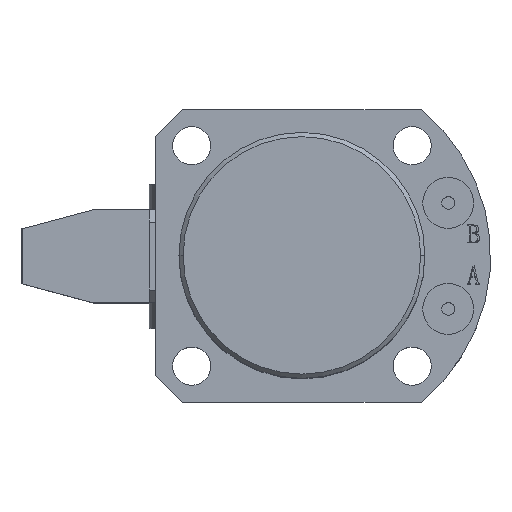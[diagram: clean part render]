
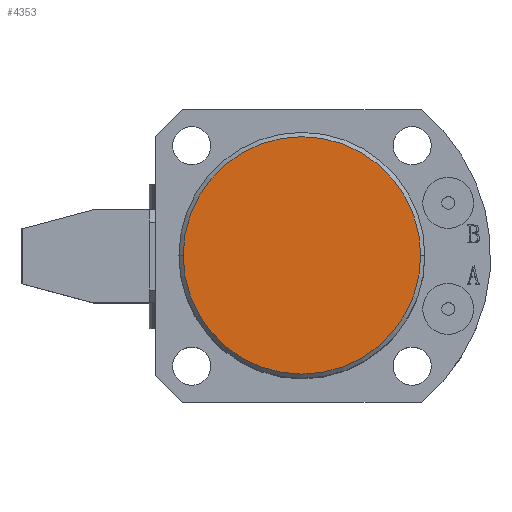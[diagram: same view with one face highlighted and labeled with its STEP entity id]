
A CAD part, top view. The second image highlights one B-rep face of the part: STEP entity #4353.
In plain terms, the highlighted planar face has unit normal (0, 0, 1).
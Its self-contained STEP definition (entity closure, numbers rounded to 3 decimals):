
#2377 = EDGE_LOOP ( 'NONE', ( #7162, #7053 ) ) ;
#2881 = FACE_OUTER_BOUND ( 'NONE', #2377, .T. ) ;
#2928 = CIRCLE ( 'NONE', #4501, 28. ) ;
#3073 = CIRCLE ( 'NONE', #4478, 28. ) ;
#3243 = CARTESIAN_POINT ( 'NONE',  ( 0., 0., 90. ) ) ;
#3248 = PLANE ( 'NONE',  #4459 ) ;
#3251 = DIRECTION ( 'NONE',  ( 0., 0., 1. ) ) ;
#3416 = DIRECTION ( 'NONE',  ( 1., 0., 0. ) ) ;
#4353 = ADVANCED_FACE ( 'NONE', ( #2881 ), #3248, .T. ) ;
#4459 = AXIS2_PLACEMENT_3D ( 'NONE', #3243, #3251, #3416 ) ;
#4478 = AXIS2_PLACEMENT_3D ( 'NONE', #5299, #5300, #5301 ) ;
#4501 = AXIS2_PLACEMENT_3D ( 'NONE', #8382, #8383, #8385 ) ;
#5299 = CARTESIAN_POINT ( 'NONE',  ( 0., 0., 90. ) ) ;
#5300 = DIRECTION ( 'NONE',  ( 0., 0., 1. ) ) ;
#5301 = DIRECTION ( 'NONE',  ( 1., 0., 0. ) ) ;
#5327 = CARTESIAN_POINT ( 'NONE',  ( -28., 0., 90. ) ) ;
#5806 = VERTEX_POINT ( 'NONE', #5327 ) ;
#5958 = EDGE_CURVE ( 'NONE', #5806, #7153, #3073, .T. ) ;
#6010 = EDGE_CURVE ( 'NONE', #7153, #5806, #2928, .T. ) ;
#7053 = ORIENTED_EDGE ( 'NONE', *, *, #6010, .T. ) ;
#7153 = VERTEX_POINT ( 'NONE', #7959 ) ;
#7162 = ORIENTED_EDGE ( 'NONE', *, *, #5958, .T. ) ;
#7959 = CARTESIAN_POINT ( 'NONE',  ( 28., 0., 90. ) ) ;
#8382 = CARTESIAN_POINT ( 'NONE',  ( 0., 0., 90. ) ) ;
#8383 = DIRECTION ( 'NONE',  ( 0., 0., 1. ) ) ;
#8385 = DIRECTION ( 'NONE',  ( 1., 0., 0. ) ) ;
